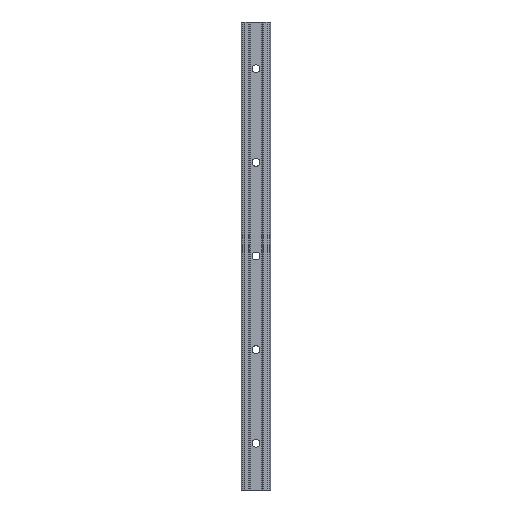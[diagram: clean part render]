
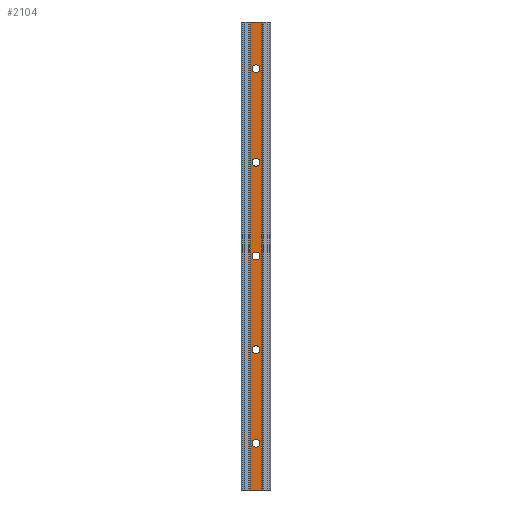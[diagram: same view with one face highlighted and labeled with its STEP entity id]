
A CAD part, front view. The second image highlights one B-rep face of the part: STEP entity #2104.
In plain terms, the highlighted planar face has unit normal (0, -1, 0).
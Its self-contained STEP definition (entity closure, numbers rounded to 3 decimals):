
#21=FACE_BOUND('',#343,.T.);
#22=FACE_BOUND('',#344,.T.);
#23=FACE_BOUND('',#345,.T.);
#24=FACE_BOUND('',#346,.T.);
#25=FACE_BOUND('',#347,.T.);
#48=PLANE('',#2335);
#228=FACE_OUTER_BOUND('',#342,.T.);
#342=EDGE_LOOP('',(#1824,#1825,#1826,#1827));
#343=EDGE_LOOP('',(#1828));
#344=EDGE_LOOP('',(#1829));
#345=EDGE_LOOP('',(#1830));
#346=EDGE_LOOP('',(#1831));
#347=EDGE_LOOP('',(#1832));
#522=LINE('',#3852,#651);
#540=LINE('',#3924,#669);
#542=LINE('',#3930,#671);
#543=LINE('',#3931,#672);
#651=VECTOR('',#2770,10.);
#669=VECTOR('',#2836,10.);
#671=VECTOR('',#2842,10.);
#672=VECTOR('',#2843,10.);
#725=CIRCLE('',#2173,4.25);
#736=CIRCLE('',#2195,4.25);
#747=CIRCLE('',#2217,4.25);
#758=CIRCLE('',#2239,4.25);
#769=CIRCLE('',#2261,4.25);
#848=VERTEX_POINT('',#3137);
#873=VERTEX_POINT('',#3283);
#898=VERTEX_POINT('',#3429);
#923=VERTEX_POINT('',#3575);
#948=VERTEX_POINT('',#3721);
#978=VERTEX_POINT('',#3849);
#979=VERTEX_POINT('',#3851);
#1009=VERTEX_POINT('',#3923);
#1011=VERTEX_POINT('',#3929);
#1071=EDGE_CURVE('',#848,#848,#725,.T.);
#1103=EDGE_CURVE('',#873,#873,#736,.T.);
#1135=EDGE_CURVE('',#898,#898,#747,.T.);
#1167=EDGE_CURVE('',#923,#923,#758,.T.);
#1199=EDGE_CURVE('',#948,#948,#769,.T.);
#1266=EDGE_CURVE('',#979,#978,#522,.T.);
#1302=EDGE_CURVE('',#1009,#979,#540,.T.);
#1305=EDGE_CURVE('',#978,#1011,#542,.T.);
#1306=EDGE_CURVE('',#1011,#1009,#543,.T.);
#1824=ORIENTED_EDGE('',*,*,#1266,.T.);
#1825=ORIENTED_EDGE('',*,*,#1305,.T.);
#1826=ORIENTED_EDGE('',*,*,#1306,.T.);
#1827=ORIENTED_EDGE('',*,*,#1302,.T.);
#1828=ORIENTED_EDGE('',*,*,#1071,.T.);
#1829=ORIENTED_EDGE('',*,*,#1103,.T.);
#1830=ORIENTED_EDGE('',*,*,#1135,.T.);
#1831=ORIENTED_EDGE('',*,*,#1167,.T.);
#1832=ORIENTED_EDGE('',*,*,#1199,.T.);
#2104=ADVANCED_FACE('',(#228,#21,#22,#23,#24,#25),#48,.T.);
#2173=AXIS2_PLACEMENT_3D('',#3138,#2434,#2435);
#2195=AXIS2_PLACEMENT_3D('',#3284,#2481,#2482);
#2217=AXIS2_PLACEMENT_3D('',#3430,#2528,#2529);
#2239=AXIS2_PLACEMENT_3D('',#3576,#2575,#2576);
#2261=AXIS2_PLACEMENT_3D('',#3722,#2622,#2623);
#2335=AXIS2_PLACEMENT_3D('',#3928,#2840,#2841);
#2434=DIRECTION('center_axis',(0.,1.,0.));
#2435=DIRECTION('ref_axis',(-1.,0.,0.));
#2481=DIRECTION('center_axis',(0.,1.,0.));
#2482=DIRECTION('ref_axis',(-1.,0.,0.));
#2528=DIRECTION('center_axis',(0.,1.,0.));
#2529=DIRECTION('ref_axis',(-1.,0.,0.));
#2575=DIRECTION('center_axis',(0.,1.,0.));
#2576=DIRECTION('ref_axis',(-1.,0.,0.));
#2622=DIRECTION('center_axis',(0.,1.,0.));
#2623=DIRECTION('ref_axis',(-1.,0.,0.));
#2770=DIRECTION('',(1.,0.,0.));
#2836=DIRECTION('',(0.,0.,-1.));
#2840=DIRECTION('center_axis',(0.,-1.,0.));
#2841=DIRECTION('ref_axis',(1.,0.,0.));
#2842=DIRECTION('',(0.,0.,1.));
#2843=DIRECTION('',(-1.,0.,0.));
#3137=CARTESIAN_POINT('',(4.25,-14.5,0.));
#3138=CARTESIAN_POINT('Origin',(0.,-14.5,0.));
#3283=CARTESIAN_POINT('',(4.25,-14.5,-200.));
#3284=CARTESIAN_POINT('Origin',(0.,-14.5,-200.));
#3429=CARTESIAN_POINT('',(4.25,-14.5,-100.));
#3430=CARTESIAN_POINT('Origin',(0.,-14.5,-100.));
#3575=CARTESIAN_POINT('',(4.25,-14.5,100.));
#3576=CARTESIAN_POINT('Origin',(0.,-14.5,100.));
#3721=CARTESIAN_POINT('',(4.25,-14.5,200.));
#3722=CARTESIAN_POINT('Origin',(0.,-14.5,200.));
#3849=CARTESIAN_POINT('',(6.151,-14.5,-250.));
#3851=CARTESIAN_POINT('',(-6.151,-14.5,-250.));
#3852=CARTESIAN_POINT('',(-3.075,-14.5,-250.));
#3923=CARTESIAN_POINT('',(-6.151,-14.5,250.));
#3924=CARTESIAN_POINT('',(-6.151,-14.5,0.));
#3928=CARTESIAN_POINT('Origin',(-6.151,-14.5,0.));
#3929=CARTESIAN_POINT('',(6.151,-14.5,250.));
#3930=CARTESIAN_POINT('',(6.151,-14.5,0.));
#3931=CARTESIAN_POINT('',(-3.075,-14.5,250.));
